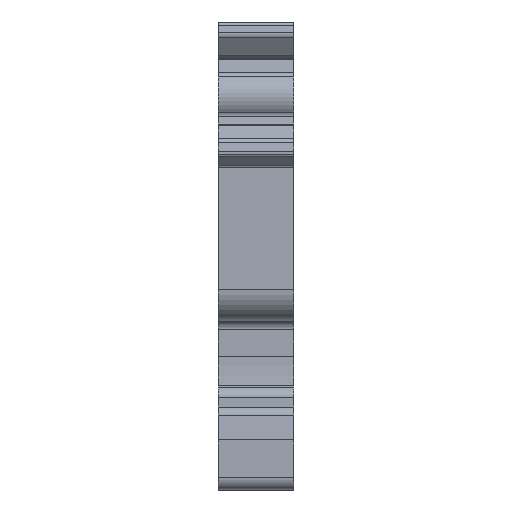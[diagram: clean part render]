
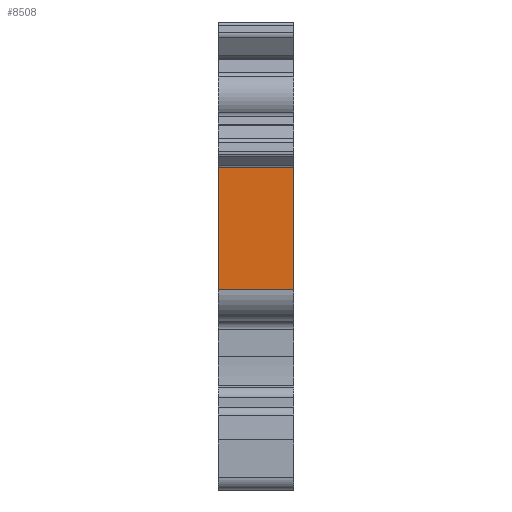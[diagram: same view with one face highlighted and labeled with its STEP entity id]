
A CAD part, left-side view. The second image highlights one B-rep face of the part: STEP entity #8508.
In plain terms, the highlighted planar face has unit normal (-1, 0, 0).
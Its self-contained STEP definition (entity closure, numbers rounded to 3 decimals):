
#236=LINE('',#11475,#902);
#332=LINE('',#11798,#998);
#565=LINE('',#12494,#1231);
#566=LINE('',#12496,#1232);
#902=VECTOR('',#9532,1000.);
#998=VECTOR('',#9760,1000.);
#1231=VECTOR('',#10439,1000.);
#1232=VECTOR('',#10442,1000.);
#2485=ORIENTED_EDGE('',*,*,#3704,.T.);
#2486=ORIENTED_EDGE('',*,*,#4047,.F.);
#2487=ORIENTED_EDGE('',*,*,#3543,.F.);
#2488=ORIENTED_EDGE('',*,*,#4046,.T.);
#3543=EDGE_CURVE('',#4496,#4497,#236,.T.);
#3704=EDGE_CURVE('',#4658,#4657,#332,.T.);
#4046=EDGE_CURVE('',#4496,#4658,#565,.T.);
#4047=EDGE_CURVE('',#4497,#4657,#566,.T.);
#4496=VERTEX_POINT('',#11474);
#4497=VERTEX_POINT('',#11476);
#4657=VERTEX_POINT('',#11797);
#4658=VERTEX_POINT('',#11799);
#5401=EDGE_LOOP('',(#2485,#2486,#2487,#2488));
#5732=FACE_BOUND('',#5401,.T.);
#6001=PLANE('',#9077);
#8508=ADVANCED_FACE('',(#5732),#6001,.F.);
#9077=AXIS2_PLACEMENT_3D('',#12495,#10440,#10441);
#9532=DIRECTION('',(0.,0.,1.));
#9760=DIRECTION('',(0.,0.,1.));
#10439=DIRECTION('',(0.,-1.,0.));
#10440=DIRECTION('',(1.,0.,0.));
#10441=DIRECTION('',(0.,0.,-1.));
#10442=DIRECTION('',(0.,-1.,0.));
#11474=CARTESIAN_POINT('',(-43.5,6.,8.734));
#11475=CARTESIAN_POINT('',(-43.5,6.,18.488));
#11476=CARTESIAN_POINT('',(-43.5,6.,18.488));
#11797=CARTESIAN_POINT('',(-43.5,0.,18.488));
#11798=CARTESIAN_POINT('',(-43.5,0.,18.488));
#11799=CARTESIAN_POINT('',(-43.5,0.,8.734));
#12494=CARTESIAN_POINT('',(-43.5,6.,8.734));
#12495=CARTESIAN_POINT('',(-43.5,6.,18.488));
#12496=CARTESIAN_POINT('',(-43.5,6.,18.488));
